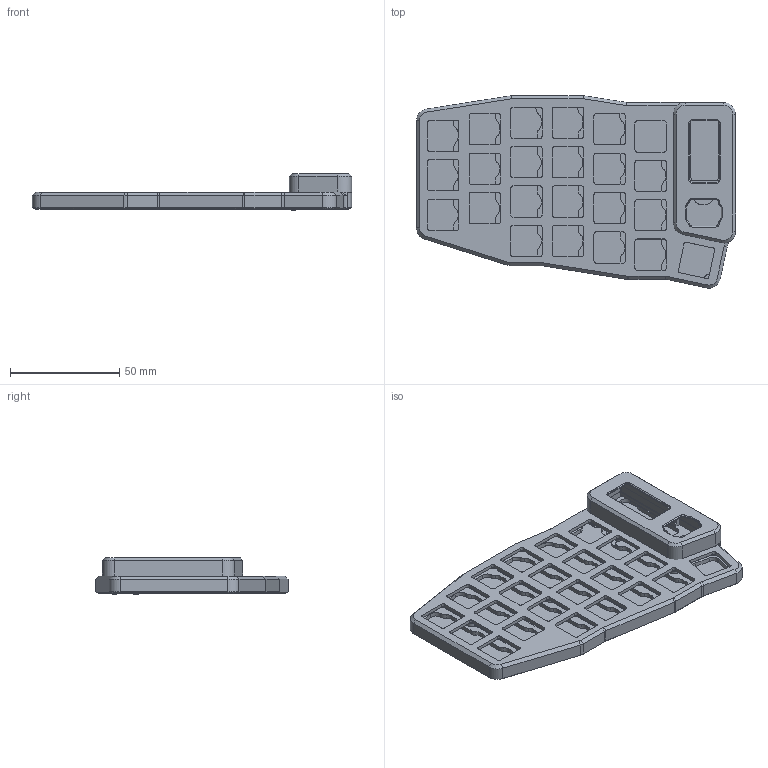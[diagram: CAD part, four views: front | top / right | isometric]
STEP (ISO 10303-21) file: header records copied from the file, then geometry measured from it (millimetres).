
FILE_DESCRIPTION(('HOOPS Exchange Step'),'2;1');
FILE_NAME('temp_export','2023-09-24T11:10:23+10:-30',('mobile'),('Shapr3D Limited'),'HOOPS Exchange 2023.2','Shapr3D','Authorized');
FILE_SCHEMA( ('AUTOMOTIVE_DESIGN { 1 0 10303 214 1 1 1 1 }') );
Length unit declared in the file: millimetre
Products named in the file (1): root
Bounding box: 145.79 x 87.85 x 16.6 mm (x, y, z)
Volume: 29439 mm3; surface area: 51623.5 mm2
Topology: 7 solids, 8 shells, 1229 faces, 3372 edges, 2209 vertices
Faces by surface type: plane 611, cylinder 536, cone 81, bspline 1
Full cylindrical faces by diameter (mm): 1.65 x1, 2 x9, 2.3 x1, 2.5 x2, 3.1 x1, 4 x9, 4.3 x1, 5 x1, 5.3 x1, 6.4 x1, 6.9 x1, 8.5 x4
Entity records: 39413 total; most frequent: DIRECTION 7013, CARTESIAN_POINT 6888, ORIENTED_EDGE 6744, EDGE_CURVE 3372, AXIS2_PLACEMENT_3D 2427, VERTEX_POINT 2210, VECTOR 2159, LINE 2159
